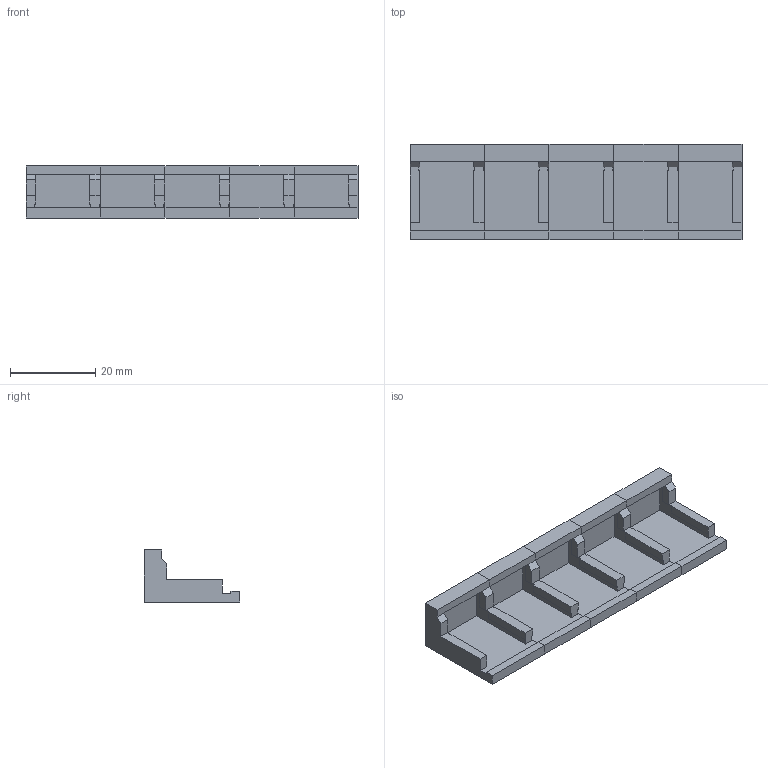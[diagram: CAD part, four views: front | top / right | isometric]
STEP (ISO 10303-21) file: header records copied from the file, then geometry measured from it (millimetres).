
FILE_DESCRIPTION(/* description */ (''),/* implementation_level */ '2;1');
FILE_NAME(/* name */ 'WAGO_221-411_5x2-mount.step',/* time_stamp */ '2020-10-07T09:37:21+02:00',/* author */ (''),/* organization */ (''),/* preprocessor_version */ 'ST-DEVELOPER v18.1',/* originating_system */ 'Autodesk Translation Framework v9.3.0.1241',/* authorisation */ '');
FILE_SCHEMA (('AUTOMOTIVE_DESIGN { 1 0 10303 214 3 1 1 }'));
Length unit declared in the file: millimetre
Products named in the file (1): WAGO_221-411_5x2-mount
Bounding box: 77.75 x 22.25 x 12.2 mm (x, y, z)
Volume: 6071.4 mm3; surface area: 7454.9 mm2
Topology: 5 solids, 5 shells, 183 faces, 488 edges, 320 vertices
Faces by surface type: plane 183
Entity records: 5748 total; most frequent: CARTESIAN_POINT 992, ORIENTED_EDGE 976, DIRECTION 856, LINE 488, VECTOR 488, EDGE_CURVE 488, VERTEX_POINT 320, EDGE_LOOP 188
